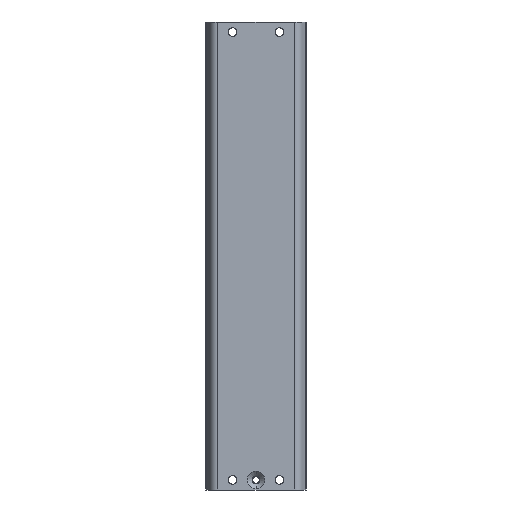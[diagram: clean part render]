
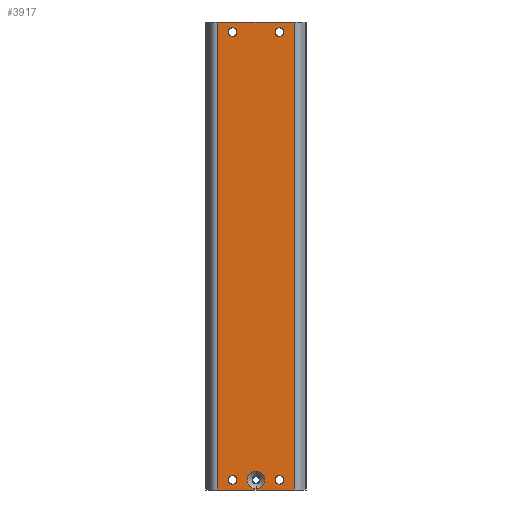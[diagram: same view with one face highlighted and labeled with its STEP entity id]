
A CAD part, left-side view. The second image highlights one B-rep face of the part: STEP entity #3917.
In plain terms, the highlighted planar face has unit normal (-1, 0, 0).
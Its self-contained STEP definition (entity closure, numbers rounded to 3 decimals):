
#17 = EDGE_CURVE ( 'NONE', #5964, #3783, #1062, .T. ) ;
#48 = LINE ( 'NONE', #3492, #4088 ) ;
#63 = FACE_BOUND ( 'NONE', #1390, .T. ) ;
#101 = CARTESIAN_POINT ( 'NONE',  ( 0., 17.5, -339.3 ) ) ;
#156 = VERTEX_POINT ( 'NONE', #1906 ) ;
#210 = DIRECTION ( 'NONE',  ( 1., 0., 0. ) ) ;
#271 = VECTOR ( 'NONE', #4895, 1000. ) ;
#333 = AXIS2_PLACEMENT_3D ( 'NONE', #4279, #5846, #4394 ) ;
#359 = ORIENTED_EDGE ( 'NONE', *, *, #1620, .F. ) ;
#408 = ORIENTED_EDGE ( 'NONE', *, *, #3692, .T. ) ;
#497 = VECTOR ( 'NONE', #3295, 1000. ) ;
#517 = ORIENTED_EDGE ( 'NONE', *, *, #4599, .T. ) ;
#519 = CARTESIAN_POINT ( 'NONE',  ( 0., 28.779, -350. ) ) ;
#520 = AXIS2_PLACEMENT_3D ( 'NONE', #5154, #210, #1574 ) ;
#550 = ORIENTED_EDGE ( 'NONE', *, *, #2824, .T. ) ;
#557 = VERTEX_POINT ( 'NONE', #2760 ) ;
#597 = CARTESIAN_POINT ( 'NONE',  ( 0., 17.5, -4.3 ) ) ;
#619 = VERTEX_POINT ( 'NONE', #5828 ) ;
#659 = EDGE_CURVE ( 'NONE', #5272, #619, #2329, .T. ) ;
#723 = EDGE_LOOP ( 'NONE', ( #2405, #1726 ) ) ;
#832 = CIRCLE ( 'NONE', #520, 3.2 ) ;
#923 = VERTEX_POINT ( 'NONE', #597 ) ;
#964 = FACE_BOUND ( 'NONE', #6113, .T. ) ;
#1062 = CIRCLE ( 'NONE', #3120, 6.5 ) ;
#1212 = CIRCLE ( 'NONE', #4530, 3.2 ) ;
#1217 = AXIS2_PLACEMENT_3D ( 'NONE', #519, #5418, #2011 ) ;
#1358 = CARTESIAN_POINT ( 'NONE',  ( 0., 28.779, 0. ) ) ;
#1390 = EDGE_LOOP ( 'NONE', ( #3032, #5904 ) ) ;
#1401 = PLANE ( 'NONE',  #1217 ) ;
#1425 = CARTESIAN_POINT ( 'NONE',  ( 0., 28.779, 0. ) ) ;
#1493 = CIRCLE ( 'NONE', #2958, 3.2 ) ;
#1574 = DIRECTION ( 'NONE',  ( 0., 0., 1. ) ) ;
#1620 = EDGE_CURVE ( 'NONE', #5095, #5272, #2927, .T. ) ;
#1633 = CIRCLE ( 'NONE', #333, 3.2 ) ;
#1649 = CARTESIAN_POINT ( 'NONE',  ( 0., -17.5, -10.7 ) ) ;
#1714 = AXIS2_PLACEMENT_3D ( 'NONE', #6310, #5270, #3354 ) ;
#1726 = ORIENTED_EDGE ( 'NONE', *, *, #2859, .T. ) ;
#1762 = VERTEX_POINT ( 'NONE', #1649 ) ;
#1780 = CARTESIAN_POINT ( 'NONE',  ( 0., 0., -342.5 ) ) ;
#1836 = CARTESIAN_POINT ( 'NONE',  ( 0., -28.779, -350. ) ) ;
#1884 = DIRECTION ( 'NONE',  ( 0., 0., 1. ) ) ;
#1906 = CARTESIAN_POINT ( 'NONE',  ( 0., 17.5, -345.7 ) ) ;
#2011 = DIRECTION ( 'NONE',  ( 0., 0., 1. ) ) ;
#2023 = CARTESIAN_POINT ( 'NONE',  ( 0., -17.5, -7.5 ) ) ;
#2028 = CARTESIAN_POINT ( 'NONE',  ( 0., -17.5, -342.5 ) ) ;
#2060 = DIRECTION ( 'NONE',  ( 0., -1., 0. ) ) ;
#2102 = EDGE_LOOP ( 'NONE', ( #3242, #4198 ) ) ;
#2111 = DIRECTION ( 'NONE',  ( 1., 0., 0. ) ) ;
#2167 = EDGE_CURVE ( 'NONE', #5095, #3383, #48, .T. ) ;
#2209 = VERTEX_POINT ( 'NONE', #5089 ) ;
#2277 = CARTESIAN_POINT ( 'NONE',  ( 0., 17.5, -7.5 ) ) ;
#2329 = LINE ( 'NONE', #1358, #271 ) ;
#2377 = FACE_BOUND ( 'NONE', #2102, .T. ) ;
#2405 = ORIENTED_EDGE ( 'NONE', *, *, #4648, .T. ) ;
#2437 = ORIENTED_EDGE ( 'NONE', *, *, #2167, .T. ) ;
#2439 = CARTESIAN_POINT ( 'NONE',  ( 0., 0., -342.5 ) ) ;
#2529 = EDGE_CURVE ( 'NONE', #1762, #2209, #1493, .T. ) ;
#2539 = DIRECTION ( 'NONE',  ( 0., 0., -1. ) ) ;
#2568 = AXIS2_PLACEMENT_3D ( 'NONE', #2277, #3739, #5716 ) ;
#2651 = DIRECTION ( 'NONE',  ( 0., 0., 1. ) ) ;
#2760 = CARTESIAN_POINT ( 'NONE',  ( 0., -17.5, -339.3 ) ) ;
#2816 = CARTESIAN_POINT ( 'NONE',  ( 0., 0., -336. ) ) ;
#2824 = EDGE_CURVE ( 'NONE', #3383, #619, #3871, .T. ) ;
#2859 = EDGE_CURVE ( 'NONE', #3113, #156, #4203, .T. ) ;
#2863 = CARTESIAN_POINT ( 'NONE',  ( 0., 28.779, -350. ) ) ;
#2927 = LINE ( 'NONE', #2863, #3978 ) ;
#2958 = AXIS2_PLACEMENT_3D ( 'NONE', #2023, #4105, #4563 ) ;
#3032 = ORIENTED_EDGE ( 'NONE', *, *, #17, .F. ) ;
#3113 = VERTEX_POINT ( 'NONE', #101 ) ;
#3120 = AXIS2_PLACEMENT_3D ( 'NONE', #1780, #4319, #4229 ) ;
#3128 = CARTESIAN_POINT ( 'NONE',  ( 0., -17.5, -345.7 ) ) ;
#3242 = ORIENTED_EDGE ( 'NONE', *, *, #4478, .T. ) ;
#3295 = DIRECTION ( 'NONE',  ( 0., 0., 1. ) ) ;
#3354 = DIRECTION ( 'NONE',  ( 0., 0., -1. ) ) ;
#3383 = VERTEX_POINT ( 'NONE', #1836 ) ;
#3492 = CARTESIAN_POINT ( 'NONE',  ( 0., 28.779, -350. ) ) ;
#3692 = EDGE_CURVE ( 'NONE', #2209, #1762, #1212, .T. ) ;
#3739 = DIRECTION ( 'NONE',  ( 1., 0., 0. ) ) ;
#3783 = VERTEX_POINT ( 'NONE', #4793 ) ;
#3871 = LINE ( 'NONE', #6279, #497 ) ;
#3897 = EDGE_CURVE ( 'NONE', #3783, #5964, #5253, .T. ) ;
#3915 = CIRCLE ( 'NONE', #6209, 3.2 ) ;
#3917 = ADVANCED_FACE ( 'NONE', ( #63, #964, #5841, #2377, #4362, #5327 ), #1401, .T. ) ;
#3936 = DIRECTION ( 'NONE',  ( -1., 0., 0. ) ) ;
#3941 = CARTESIAN_POINT ( 'NONE',  ( 0., 17.5, -7.5 ) ) ;
#3968 = DIRECTION ( 'NONE',  ( 1., 0., 0. ) ) ;
#3978 = VECTOR ( 'NONE', #5356, 1000. ) ;
#4020 = CIRCLE ( 'NONE', #2568, 3.2 ) ;
#4067 = CARTESIAN_POINT ( 'NONE',  ( 0., -17.5, -7.5 ) ) ;
#4088 = VECTOR ( 'NONE', #2060, 1000. ) ;
#4105 = DIRECTION ( 'NONE',  ( 1., 0., 0. ) ) ;
#4198 = ORIENTED_EDGE ( 'NONE', *, *, #4808, .T. ) ;
#4203 = CIRCLE ( 'NONE', #1714, 3.2 ) ;
#4229 = DIRECTION ( 'NONE',  ( 0., 0., 1. ) ) ;
#4279 = CARTESIAN_POINT ( 'NONE',  ( 0., 17.5, -342.5 ) ) ;
#4319 = DIRECTION ( 'NONE',  ( -1., 0., 0. ) ) ;
#4362 = FACE_BOUND ( 'NONE', #5479, .T. ) ;
#4394 = DIRECTION ( 'NONE',  ( 0., 0., -1. ) ) ;
#4478 = EDGE_CURVE ( 'NONE', #5873, #923, #4020, .T. ) ;
#4530 = AXIS2_PLACEMENT_3D ( 'NONE', #4067, #2111, #6143 ) ;
#4539 = CARTESIAN_POINT ( 'NONE',  ( 0., 17.5, -10.7 ) ) ;
#4563 = DIRECTION ( 'NONE',  ( 0., 0., -1. ) ) ;
#4566 = EDGE_CURVE ( 'NONE', #557, #6294, #832, .T. ) ;
#4599 = EDGE_CURVE ( 'NONE', #6294, #557, #5366, .T. ) ;
#4648 = EDGE_CURVE ( 'NONE', #156, #3113, #1633, .T. ) ;
#4649 = EDGE_LOOP ( 'NONE', ( #4950, #359, #2437, #550 ) ) ;
#4793 = CARTESIAN_POINT ( 'NONE',  ( 0., 0., -349. ) ) ;
#4808 = EDGE_CURVE ( 'NONE', #923, #5873, #3915, .T. ) ;
#4844 = CARTESIAN_POINT ( 'NONE',  ( 0., 28.779, -350. ) ) ;
#4895 = DIRECTION ( 'NONE',  ( 0., -1., 0. ) ) ;
#4950 = ORIENTED_EDGE ( 'NONE', *, *, #659, .F. ) ;
#5089 = CARTESIAN_POINT ( 'NONE',  ( 0., -17.5, -4.3 ) ) ;
#5095 = VERTEX_POINT ( 'NONE', #4844 ) ;
#5154 = CARTESIAN_POINT ( 'NONE',  ( 0., -17.5, -342.5 ) ) ;
#5253 = CIRCLE ( 'NONE', #5357, 6.5 ) ;
#5270 = DIRECTION ( 'NONE',  ( 1., 0., 0. ) ) ;
#5272 = VERTEX_POINT ( 'NONE', #1425 ) ;
#5327 = FACE_OUTER_BOUND ( 'NONE', #4649, .T. ) ;
#5356 = DIRECTION ( 'NONE',  ( 0., 0., 1. ) ) ;
#5357 = AXIS2_PLACEMENT_3D ( 'NONE', #2439, #3936, #1884 ) ;
#5366 = CIRCLE ( 'NONE', #6301, 3.2 ) ;
#5418 = DIRECTION ( 'NONE',  ( -1., 0., 0. ) ) ;
#5479 = EDGE_LOOP ( 'NONE', ( #5883, #408 ) ) ;
#5530 = DIRECTION ( 'NONE',  ( 1., 0., 0. ) ) ;
#5716 = DIRECTION ( 'NONE',  ( 0., 0., -1. ) ) ;
#5828 = CARTESIAN_POINT ( 'NONE',  ( 0., -28.779, 0. ) ) ;
#5841 = FACE_BOUND ( 'NONE', #723, .T. ) ;
#5846 = DIRECTION ( 'NONE',  ( 1., 0., 0. ) ) ;
#5873 = VERTEX_POINT ( 'NONE', #4539 ) ;
#5883 = ORIENTED_EDGE ( 'NONE', *, *, #2529, .T. ) ;
#5904 = ORIENTED_EDGE ( 'NONE', *, *, #3897, .F. ) ;
#5964 = VERTEX_POINT ( 'NONE', #2816 ) ;
#6113 = EDGE_LOOP ( 'NONE', ( #517, #6281 ) ) ;
#6143 = DIRECTION ( 'NONE',  ( 0., 0., -1. ) ) ;
#6209 = AXIS2_PLACEMENT_3D ( 'NONE', #3941, #3968, #2539 ) ;
#6279 = CARTESIAN_POINT ( 'NONE',  ( 0., -28.779, -350. ) ) ;
#6281 = ORIENTED_EDGE ( 'NONE', *, *, #4566, .T. ) ;
#6294 = VERTEX_POINT ( 'NONE', #3128 ) ;
#6301 = AXIS2_PLACEMENT_3D ( 'NONE', #2028, #5530, #2651 ) ;
#6310 = CARTESIAN_POINT ( 'NONE',  ( 0., 17.5, -342.5 ) ) ;
